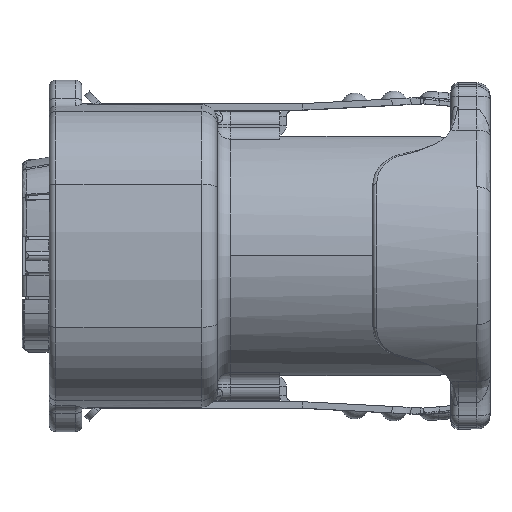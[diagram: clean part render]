
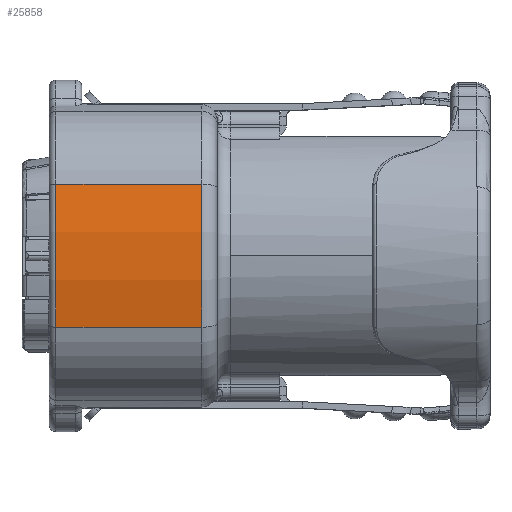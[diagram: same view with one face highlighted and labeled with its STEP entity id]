
A CAD part, top view. The second image highlights one B-rep face of the part: STEP entity #25858.
In plain terms, the highlighted cylindrical face has radius 24.5 mm (diameter 49 mm), a partial arc.
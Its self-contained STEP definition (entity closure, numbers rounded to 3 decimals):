
#275 = CARTESIAN_POINT ( 'NONE',  ( -1.2, -3.67, 12.477 ) ) ;
#724 = CARTESIAN_POINT ( 'NONE',  ( -1.5, 7.31, 12.477 ) ) ;
#1300 = VERTEX_POINT ( 'NONE', #2263 ) ;
#2040 = VECTOR ( 'NONE', #8326, 1000. ) ;
#2263 = CARTESIAN_POINT ( 'NONE',  ( -1.2, 7.31, 12.477 ) ) ;
#4248 = AXIS2_PLACEMENT_3D ( 'NONE', #17862, #24959, #6413 ) ;
#4760 = DIRECTION ( 'NONE',  ( -1., 0., 0. ) ) ;
#4968 = CARTESIAN_POINT ( 'NONE',  ( -12.4, 1.82, -11.4 ) ) ;
#5008 = CIRCLE ( 'NONE', #27588, 24.5 ) ;
#5557 = ORIENTED_EDGE ( 'NONE', *, *, #36223, .T. ) ;
#6413 = DIRECTION ( 'NONE',  ( 0., 0., -1. ) ) ;
#7422 = CARTESIAN_POINT ( 'NONE',  ( -1.2, 1.82, -11.4 ) ) ;
#7636 = DIRECTION ( 'NONE',  ( 1., 0., 0. ) ) ;
#8326 = DIRECTION ( 'NONE',  ( 1., 0., 0. ) ) ;
#10604 = EDGE_CURVE ( 'NONE', #21619, #22319, #5008, .T. ) ;
#11025 = CARTESIAN_POINT ( 'NONE',  ( -12.4, 7.31, 12.477 ) ) ;
#11300 = VERTEX_POINT ( 'NONE', #275 ) ;
#12221 = VECTOR ( 'NONE', #22358, 1000. ) ;
#13735 = ORIENTED_EDGE ( 'NONE', *, *, #10604, .T. ) ;
#14654 = CYLINDRICAL_SURFACE ( 'NONE', #4248, 24.5 ) ;
#15788 = AXIS2_PLACEMENT_3D ( 'NONE', #7422, #4760, #19778 ) ;
#17862 = CARTESIAN_POINT ( 'NONE',  ( -1.5, 1.82, -11.4 ) ) ;
#17906 = LINE ( 'NONE', #724, #12221 ) ;
#18248 = LINE ( 'NONE', #26640, #2040 ) ;
#19347 = ORIENTED_EDGE ( 'NONE', *, *, #30771, .T. ) ;
#19778 = DIRECTION ( 'NONE',  ( 0., 0., -1. ) ) ;
#20117 = ORIENTED_EDGE ( 'NONE', *, *, #22805, .F. ) ;
#21619 = VERTEX_POINT ( 'NONE', #11025 ) ;
#22319 = VERTEX_POINT ( 'NONE', #30343 ) ;
#22358 = DIRECTION ( 'NONE',  ( 1., 0., 0. ) ) ;
#22805 = EDGE_CURVE ( 'NONE', #21619, #1300, #17906, .T. ) ;
#23064 = DIRECTION ( 'NONE',  ( 0., 0., -1. ) ) ;
#24959 = DIRECTION ( 'NONE',  ( 1., 0., 0. ) ) ;
#25858 = ADVANCED_FACE ( 'NONE', ( #33321 ), #14654, .T. ) ;
#26640 = CARTESIAN_POINT ( 'NONE',  ( -1.5, -3.67, 12.477 ) ) ;
#27588 = AXIS2_PLACEMENT_3D ( 'NONE', #4968, #7636, #23064 ) ;
#30343 = CARTESIAN_POINT ( 'NONE',  ( -12.4, -3.67, 12.477 ) ) ;
#30771 = EDGE_CURVE ( 'NONE', #11300, #1300, #31981, .T. ) ;
#31981 = CIRCLE ( 'NONE', #15788, 24.5 ) ;
#33321 = FACE_OUTER_BOUND ( 'NONE', #34181, .T. ) ;
#34181 = EDGE_LOOP ( 'NONE', ( #20117, #13735, #5557, #19347 ) ) ;
#36223 = EDGE_CURVE ( 'NONE', #22319, #11300, #18248, .T. ) ;
